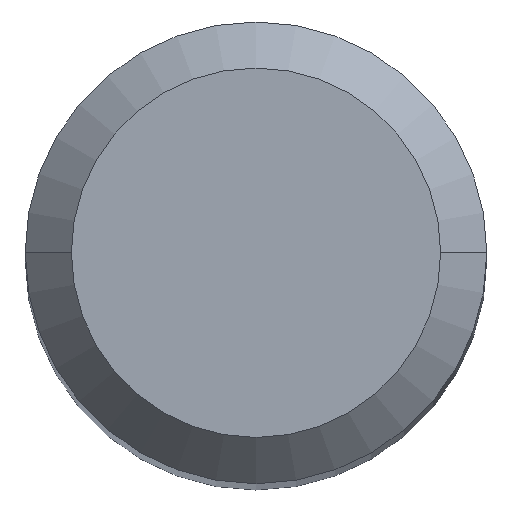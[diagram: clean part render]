
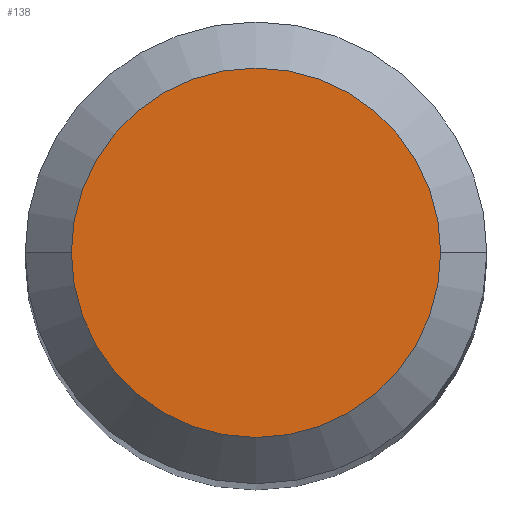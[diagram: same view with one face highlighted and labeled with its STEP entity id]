
A CAD part, top view. The second image highlights one B-rep face of the part: STEP entity #138.
In plain terms, the highlighted planar face has unit normal (0, 0, 1).
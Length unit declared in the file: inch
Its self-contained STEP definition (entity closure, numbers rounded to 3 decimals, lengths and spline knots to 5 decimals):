
#2 = EDGE_LOOP ( 'NONE', ( #424, #267 ) ) ;
#24 = DIRECTION ( 'NONE',  ( 0., 0., 1. ) ) ;
#96 = DIRECTION ( 'NONE',  ( 1., 0., 0. ) ) ;
#110 = CARTESIAN_POINT ( 'NONE',  ( 0.04724, 0., 0. ) ) ;
#119 = AXIS2_PLACEMENT_3D ( 'NONE', #258, #437, #155 ) ;
#127 = VERTEX_POINT ( 'NONE', #296 ) ;
#138 = ADVANCED_FACE ( 'NONE', ( #435 ), #484, .F. ) ;
#141 = VERTEX_POINT ( 'NONE', #110 ) ;
#142 = CARTESIAN_POINT ( 'NONE',  ( 0., 0., 0. ) ) ;
#155 = DIRECTION ( 'NONE',  ( -1., 0., 0. ) ) ;
#194 = AXIS2_PLACEMENT_3D ( 'NONE', #142, #24, #286 ) ;
#258 = CARTESIAN_POINT ( 'NONE',  ( 0., 0., 0. ) ) ;
#267 = ORIENTED_EDGE ( 'NONE', *, *, #368, .T. ) ;
#280 = CARTESIAN_POINT ( 'NONE',  ( 0., 0., 0. ) ) ;
#286 = DIRECTION ( 'NONE',  ( 1., 0., 0. ) ) ;
#287 = AXIS2_PLACEMENT_3D ( 'NONE', #280, #423, #96 ) ;
#296 = CARTESIAN_POINT ( 'NONE',  ( -0.04724, 0., 0. ) ) ;
#368 = EDGE_CURVE ( 'NONE', #141, #127, #476, .T. ) ;
#380 = EDGE_CURVE ( 'NONE', #127, #141, #398, .T. ) ;
#398 = CIRCLE ( 'NONE', #194, 0.04724 ) ;
#423 = DIRECTION ( 'NONE',  ( 0., 0., 1. ) ) ;
#424 = ORIENTED_EDGE ( 'NONE', *, *, #380, .T. ) ;
#435 = FACE_OUTER_BOUND ( 'NONE', #2, .T. ) ;
#437 = DIRECTION ( 'NONE',  ( 0., 0., -1. ) ) ;
#476 = CIRCLE ( 'NONE', #287, 0.04724 ) ;
#484 = PLANE ( 'NONE',  #119 ) ;
